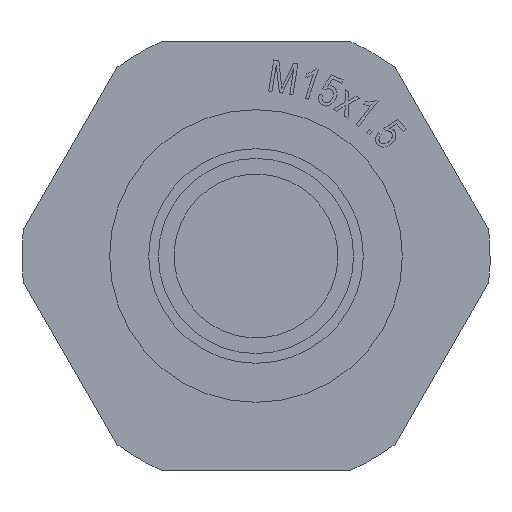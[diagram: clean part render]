
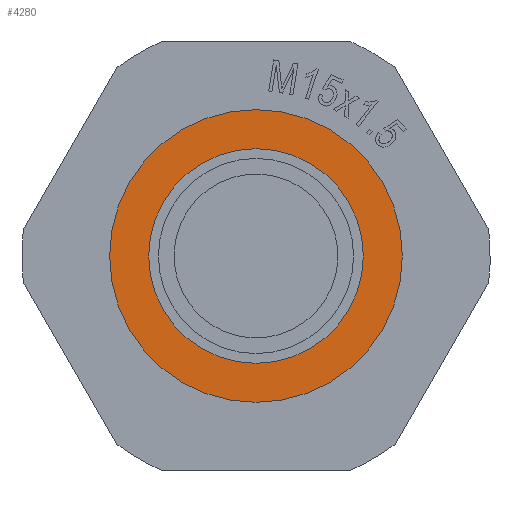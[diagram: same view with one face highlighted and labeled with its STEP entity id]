
A CAD part, front view. The second image highlights one B-rep face of the part: STEP entity #4280.
In plain terms, the highlighted planar face has unit normal (0, -1, 0).
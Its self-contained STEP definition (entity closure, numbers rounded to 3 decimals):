
#1 = DIRECTION ( 'NONE',  ( 0., -1., 0. ) ) ;
#660 = VERTEX_POINT ( 'NONE', #2141 ) ;
#1366 = DIRECTION ( 'NONE',  ( 0., 1., 0. ) ) ;
#2141 = CARTESIAN_POINT ( 'NONE',  ( 5.5, 0., 0. ) ) ;
#2230 = CIRCLE ( 'NONE', #13191, 7.5 ) ;
#2322 = DIRECTION ( 'NONE',  ( 0., 1., 0. ) ) ;
#2384 = CIRCLE ( 'NONE', #11544, 5.5 ) ;
#3147 = CARTESIAN_POINT ( 'NONE',  ( 0., 0., 0. ) ) ;
#3318 = CARTESIAN_POINT ( 'NONE',  ( -7.5, 0., 0. ) ) ;
#3382 = FACE_OUTER_BOUND ( 'NONE', #5781, .T. ) ;
#3614 = AXIS2_PLACEMENT_3D ( 'NONE', #8593, #2322, #9640 ) ;
#3720 = VERTEX_POINT ( 'NONE', #9247 ) ;
#4206 = DIRECTION ( 'NONE',  ( -1., 0., 0. ) ) ;
#4280 = ADVANCED_FACE ( 'NONE', ( #8950, #3382 ), #11401, .T. ) ;
#4460 = DIRECTION ( 'NONE',  ( 0., 1., 0. ) ) ;
#4634 = EDGE_CURVE ( 'NONE', #6360, #12447, #2230, .T. ) ;
#4981 = EDGE_CURVE ( 'NONE', #3720, #660, #2384, .T. ) ;
#5200 = CARTESIAN_POINT ( 'NONE',  ( 0., 0., 0. ) ) ;
#5211 = AXIS2_PLACEMENT_3D ( 'NONE', #7619, #1366, #8672 ) ;
#5781 = EDGE_LOOP ( 'NONE', ( #8929, #6304 ) ) ;
#6121 = ORIENTED_EDGE ( 'NONE', *, *, #10159, .T. ) ;
#6304 = ORIENTED_EDGE ( 'NONE', *, *, #4634, .F. ) ;
#6360 = VERTEX_POINT ( 'NONE', #12607 ) ;
#7116 = CIRCLE ( 'NONE', #5211, 7.5 ) ;
#7303 = DIRECTION ( 'NONE',  ( 1., 0., 0. ) ) ;
#7619 = CARTESIAN_POINT ( 'NONE',  ( 0., 0., 0. ) ) ;
#8593 = CARTESIAN_POINT ( 'NONE',  ( 0., 0., 0. ) ) ;
#8672 = DIRECTION ( 'NONE',  ( -1., 0., 0. ) ) ;
#8929 = ORIENTED_EDGE ( 'NONE', *, *, #11016, .F. ) ;
#8950 = FACE_BOUND ( 'NONE', #13132, .T. ) ;
#9083 = CIRCLE ( 'NONE', #3614, 5.5 ) ;
#9247 = CARTESIAN_POINT ( 'NONE',  ( -5.5, 0., 0. ) ) ;
#9267 = AXIS2_PLACEMENT_3D ( 'NONE', #5200, #1, #7303 ) ;
#9504 = ORIENTED_EDGE ( 'NONE', *, *, #4981, .T. ) ;
#9640 = DIRECTION ( 'NONE',  ( -1., 0., 0. ) ) ;
#10159 = EDGE_CURVE ( 'NONE', #660, #3720, #9083, .T. ) ;
#10460 = DIRECTION ( 'NONE',  ( 0., 1., 0. ) ) ;
#10705 = CARTESIAN_POINT ( 'NONE',  ( 0., 0., 0. ) ) ;
#11016 = EDGE_CURVE ( 'NONE', #12447, #6360, #7116, .T. ) ;
#11401 = PLANE ( 'NONE',  #9267 ) ;
#11544 = AXIS2_PLACEMENT_3D ( 'NONE', #3147, #10460, #4206 ) ;
#11760 = DIRECTION ( 'NONE',  ( -1., 0., 0. ) ) ;
#12447 = VERTEX_POINT ( 'NONE', #3318 ) ;
#12607 = CARTESIAN_POINT ( 'NONE',  ( 7.5, 0., 0. ) ) ;
#13132 = EDGE_LOOP ( 'NONE', ( #9504, #6121 ) ) ;
#13191 = AXIS2_PLACEMENT_3D ( 'NONE', #10705, #4460, #11760 ) ;
